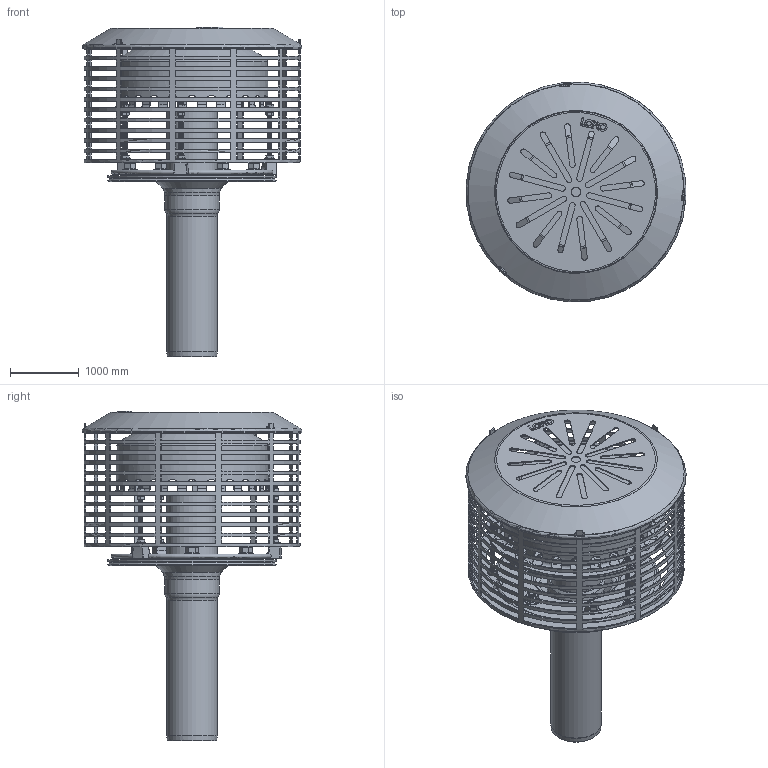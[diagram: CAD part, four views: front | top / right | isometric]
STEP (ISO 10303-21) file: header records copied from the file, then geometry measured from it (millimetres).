
FILE_DESCRIPTION(/* description */ (''),/* implementation_level */ '2;1');
FILE_NAME(/* name */ '21314.070X_3D.stp',/* time_stamp */ '2025-05-08T08:03:27+02:00',/* author */ ('c.rudolph'),/* organization */ (''),/* preprocessor_version */ 'ST-DEVELOPER v20',/* originating_system */ 'AutoCAD Mechanical',/* authorisation */ '');
FILE_SCHEMA (('AUTOMOTIVE_DESIGN { 1 0 10303 214 3 1 1 }'));
Products named in the file (18): Product; *S0; *U5; *U4; 19494.000X; *U8; *U7; 21905.070X; *U3; *U2; *U10; *U9; 13528.070X; 21908.070X; *U14; *U13; *U16; *U15
Assembly tree (41 placements, depth 4):
  Product
    *S0
    *U5
      *U4  x3
    19494.000X
    *U8
      *U7  x6
    21905.070X
      *U3
        *U2  x3
    *U10
      *U9  x6
    13528.070X
    21908.070X
      *U14
        *U13  x6
      *U16
        *U15  x6
Bounding box: 3193.56 x 3193.56 x 4787 mm (x, y, z)
Volume: 1401117975.2 mm3; surface area: 139896967.7 mm2
Topology: 56 solids, 56 shells, 3889 faces, 10406 edges, 6583 vertices
Faces by surface type: plane 2109, cone 1304, cylinder 283, torus 120, bspline 67, sphere 6
Full cylindrical faces by diameter (mm): 49.17 x9, 70 x12, 80 x33, 83.76 x12, 130 x12, 140 x1, 160 x12, 706 x3, 730 x3, 764 x1, 788 x1, 806 x1, 814 x1, 838 x1, 1250 x2, 2184 x1, 2200 x1, 2450 x2, 2600 x2, 3110 x2, 3140 x1, 3170 x1, 3200 x1
Entity records: 103511 total; most frequent: CARTESIAN_POINT 27132, ORIENTED_EDGE 16170, DIRECTION 14861, EDGE_CURVE 8085, LINE 5715, VECTOR 5715, VERTEX_POINT 5269, AXIS2_PLACEMENT_3D 4573
